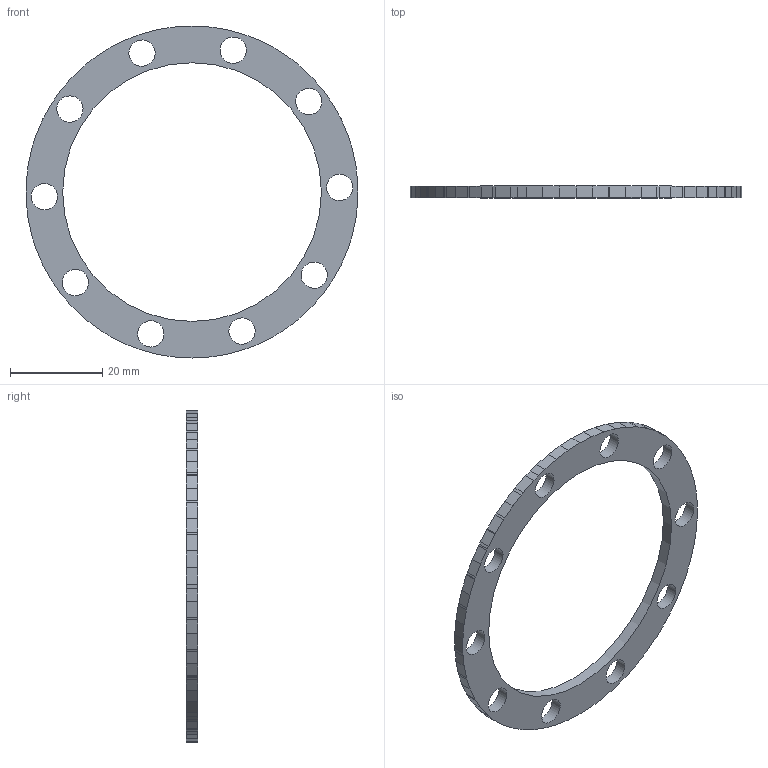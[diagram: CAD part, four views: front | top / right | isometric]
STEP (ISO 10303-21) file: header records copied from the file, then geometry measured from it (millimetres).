
FILE_DESCRIPTION(('FreeCAD Model'),'2;1');
FILE_NAME('Open CASCADE Shape Model','2024-08-13T08:51:32',('Author'),( ''),'Open CASCADE STEP processor 7.6','FreeCAD','Unknown');
FILE_SCHEMA(('AUTOMOTIVE_DESIGN { 1 0 10303 214 1 1 1 1 }'));
Length unit declared in the file: millimetre
Products named in the file (1): 2_Robot_Base_Bearing_Holder_1_unit
Bounding box: 71.91 x 2.5 x 72 mm (x, y, z)
Volume: 3343.9 mm3; surface area: 4128.6 mm2
Topology: 1 solids, 1 shells, 113 faces, 333 edges, 222 vertices
Faces by surface type: plane 102, cylinder 11
Full cylindrical faces by diameter (mm): 5.7 x10, 56.1 x1
Entity records: 3775 total; most frequent: CARTESIAN_POINT 669, ORIENTED_EDGE 666, DIRECTION 583, EDGE_CURVE 333, LINE 311, VECTOR 311, VERTEX_POINT 222, AXIS2_PLACEMENT_3D 136
